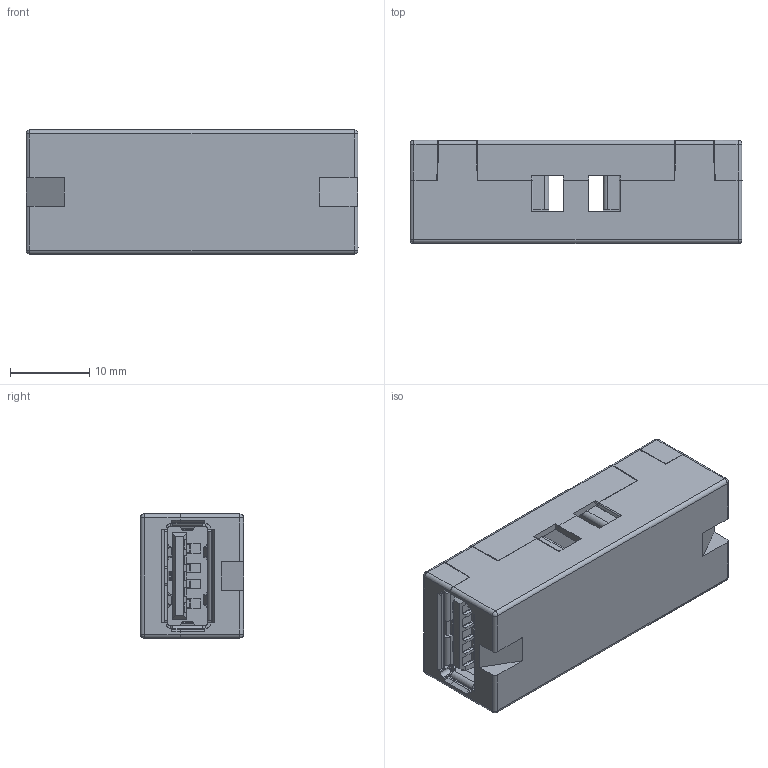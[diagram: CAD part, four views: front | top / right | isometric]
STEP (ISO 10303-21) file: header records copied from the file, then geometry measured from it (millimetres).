
FILE_DESCRIPTION(/* description */ (''),/* implementation_level */ '2;1');
FILE_NAME(/* name */ '100599989ugm000_b.stp',/* time_stamp */ '2019-08-09T12:47:18+02:00',/* author */ (''),/* organization */ (''),/* preprocessor_version */ 'ST-DEVELOPER v16.7',/* originating_system */ 'SIEMENS PLM Software NX 12.0',/* authorisation */ '');
FILE_SCHEMA (('AUTOMOTIVE_DESIGN { 1 0 10303 214 3 1 1 1 }'));
Length unit declared in the file: millimetre
Products named in the file (1): 100599989ugm000_b
Bounding box: 42 x 13.05 x 15.7 mm (x, y, z)
Volume: 6359.9 mm3; surface area: 7710.9 mm2
Topology: 1 solids, 1 shells, 1277 faces, 3947 edges, 2584 vertices
Faces by surface type: plane 947, cylinder 197, revolution 76, bspline 49, sphere 8
Entity records: 49912 total; most frequent: CARTESIAN_POINT 10217, ORIENTED_EDGE 7878, DIRECTION 6502, EDGE_CURVE 3939, LINE 2896, VECTOR 2896, VERTEX_POINT 2583, AXIS2_PLACEMENT_3D 1765
